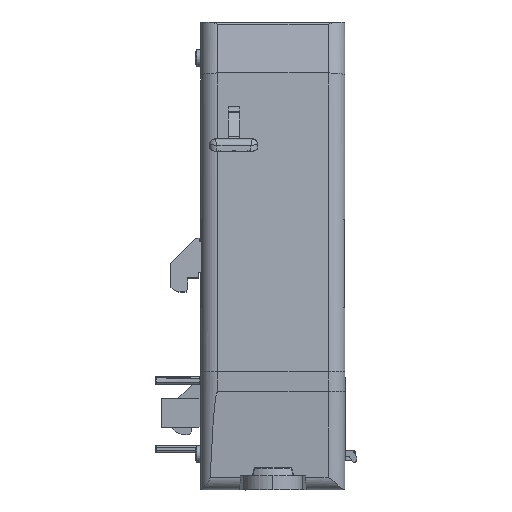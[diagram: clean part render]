
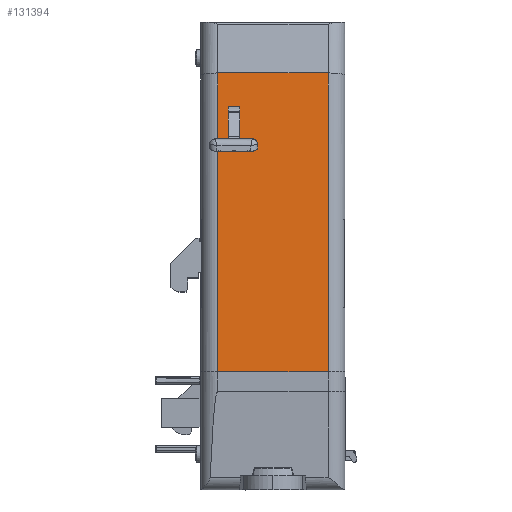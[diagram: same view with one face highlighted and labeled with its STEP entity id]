
A CAD part, front view. The second image highlights one B-rep face of the part: STEP entity #131394.
In plain terms, the highlighted planar face has unit normal (0, -0.999, 0.044).
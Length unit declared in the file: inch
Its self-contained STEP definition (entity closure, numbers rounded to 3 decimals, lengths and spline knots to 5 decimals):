
#358 = VECTOR ( 'NONE', #33925, 39.37008 ) ;
#1115 = VECTOR ( 'NONE', #37350, 39.37008 ) ;
#5651 = LINE ( 'NONE', #54317, #56520 ) ;
#6270 = CARTESIAN_POINT ( 'NONE',  ( -0.2317, -2.09604, -1.57051 ) ) ;
#9235 = DIRECTION ( 'NONE',  ( -1., 0., 0. ) ) ;
#9887 = LINE ( 'NONE', #67015, #158170 ) ;
#13792 = EDGE_CURVE ( 'NONE', #155608, #146167, #146320, .T. ) ;
#15759 = EDGE_CURVE ( 'NONE', #170253, #121922, #98243, .T. ) ;
#17743 = CARTESIAN_POINT ( 'NONE',  ( -0.38287, -1.99846, 0.66455 ) ) ;
#17800 = AXIS2_PLACEMENT_3D ( 'NONE', #158621, #42479, #32321 ) ;
#20268 = CARTESIAN_POINT ( 'NONE',  ( -0.2317, -1.91795, 2.50855 ) ) ;
#28903 = EDGE_LOOP ( 'NONE', ( #56461, #152947, #148695, #178798 ) ) ;
#32321 = DIRECTION ( 'NONE',  ( -1., 0., 0. ) ) ;
#33925 = DIRECTION ( 'NONE',  ( -1., 0., 0. ) ) ;
#37350 = DIRECTION ( 'NONE',  ( 0., 0.044, 0.999 ) ) ;
#40052 = CARTESIAN_POINT ( 'NONE',  ( 0.38287, -1.99846, 0.66455 ) ) ;
#42479 = DIRECTION ( 'NONE',  ( 0., -0.999, 0.044 ) ) ;
#49518 = DIRECTION ( 'NONE',  ( 0., -0.044, -0.999 ) ) ;
#52068 = CARTESIAN_POINT ( 'NONE',  ( -0.31046, -2.09604, -1.57051 ) ) ;
#52909 = EDGE_LOOP ( 'NONE', ( #148510, #88163, #58501, #136276 ) ) ;
#54317 = CARTESIAN_POINT ( 'NONE',  ( 0.5, -1.90791, 2.73853 ) ) ;
#54409 = VERTEX_POINT ( 'NONE', #20268 ) ;
#55486 = VECTOR ( 'NONE', #88282, 39.37008 ) ;
#56461 = ORIENTED_EDGE ( 'NONE', *, *, #60717, .F. ) ;
#56520 = VECTOR ( 'NONE', #9235, 39.37008 ) ;
#58501 = ORIENTED_EDGE ( 'NONE', *, *, #158307, .T. ) ;
#60671 = VECTOR ( 'NONE', #49518, 39.37008 ) ;
#60717 = EDGE_CURVE ( 'NONE', #54409, #85558, #9887, .T. ) ;
#66101 = DIRECTION ( 'NONE',  ( -1., 0., 0. ) ) ;
#66348 = VERTEX_POINT ( 'NONE', #76204 ) ;
#67015 = CARTESIAN_POINT ( 'NONE',  ( -0.27108, -1.91795, 2.50855 ) ) ;
#71056 = EDGE_CURVE ( 'NONE', #170253, #85558, #152521, .T. ) ;
#72709 = EDGE_CURVE ( 'NONE', #139528, #66348, #144043, .T. ) ;
#76204 = CARTESIAN_POINT ( 'NONE',  ( -0.38287, -1.99846, 0.66455 ) ) ;
#77235 = LINE ( 'NONE', #130773, #358 ) ;
#85558 = VERTEX_POINT ( 'NONE', #178732 ) ;
#88163 = ORIENTED_EDGE ( 'NONE', *, *, #13792, .T. ) ;
#88282 = DIRECTION ( 'NONE',  ( 0., 0.044, 0.999 ) ) ;
#88538 = EDGE_CURVE ( 'NONE', #54409, #121922, #131674, .T. ) ;
#92690 = CARTESIAN_POINT ( 'NONE',  ( -0.38287, -1.90791, 2.73853 ) ) ;
#97518 = CARTESIAN_POINT ( 'NONE',  ( -0.2317, -1.92995, 2.23368 ) ) ;
#98243 = LINE ( 'NONE', #141567, #155929 ) ;
#98479 = VECTOR ( 'NONE', #130208, 39.37008 ) ;
#99654 = PLANE ( 'NONE',  #17800 ) ;
#102400 = FACE_BOUND ( 'NONE', #28903, .T. ) ;
#121922 = VERTEX_POINT ( 'NONE', #97518 ) ;
#122096 = CARTESIAN_POINT ( 'NONE',  ( 0.38287, -1.90791, 2.73853 ) ) ;
#130208 = DIRECTION ( 'NONE',  ( 0., -0.044, -0.999 ) ) ;
#130773 = CARTESIAN_POINT ( 'NONE',  ( 0.5, -1.99846, 0.66455 ) ) ;
#131394 = ADVANCED_FACE ( 'NONE', ( #157713, #102400 ), #99654, .T. ) ;
#131674 = LINE ( 'NONE', #6270, #60671 ) ;
#132491 = CARTESIAN_POINT ( 'NONE',  ( 0.38287, -2.09604, -1.57051 ) ) ;
#136276 = ORIENTED_EDGE ( 'NONE', *, *, #72709, .T. ) ;
#139528 = VERTEX_POINT ( 'NONE', #92690 ) ;
#141567 = CARTESIAN_POINT ( 'NONE',  ( 0.5, -1.92995, 2.23368 ) ) ;
#144043 = LINE ( 'NONE', #17743, #98479 ) ;
#144151 = CARTESIAN_POINT ( 'NONE',  ( -0.31046, -1.92995, 2.23368 ) ) ;
#146167 = VERTEX_POINT ( 'NONE', #122096 ) ;
#146320 = LINE ( 'NONE', #132491, #55486 ) ;
#148510 = ORIENTED_EDGE ( 'NONE', *, *, #157412, .F. ) ;
#148695 = ORIENTED_EDGE ( 'NONE', *, *, #15759, .F. ) ;
#152521 = LINE ( 'NONE', #52068, #1115 ) ;
#152947 = ORIENTED_EDGE ( 'NONE', *, *, #88538, .T. ) ;
#155608 = VERTEX_POINT ( 'NONE', #40052 ) ;
#155929 = VECTOR ( 'NONE', #167355, 39.37008 ) ;
#157412 = EDGE_CURVE ( 'NONE', #155608, #66348, #77235, .T. ) ;
#157713 = FACE_OUTER_BOUND ( 'NONE', #52909, .T. ) ;
#158170 = VECTOR ( 'NONE', #66101, 39.37008 ) ;
#158307 = EDGE_CURVE ( 'NONE', #146167, #139528, #5651, .T. ) ;
#158621 = CARTESIAN_POINT ( 'NONE',  ( 0.5, -2.09604, -1.57051 ) ) ;
#167355 = DIRECTION ( 'NONE',  ( 1., 0., 0. ) ) ;
#170253 = VERTEX_POINT ( 'NONE', #144151 ) ;
#178732 = CARTESIAN_POINT ( 'NONE',  ( -0.31046, -1.91795, 2.50855 ) ) ;
#178798 = ORIENTED_EDGE ( 'NONE', *, *, #71056, .T. ) ;
